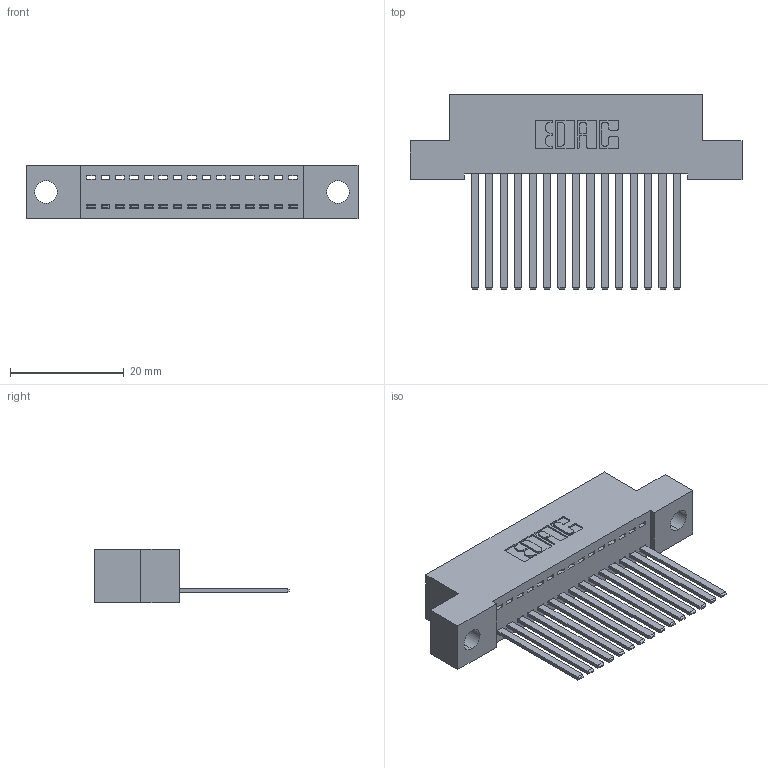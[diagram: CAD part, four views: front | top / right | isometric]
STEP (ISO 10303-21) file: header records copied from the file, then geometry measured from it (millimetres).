
FILE_DESCRIPTION (( 'STEP AP203' ), '1' );
FILE_NAME ('392-015-544-104.STEP', '2019-10-07T02:50:24', ( '' ), ( '' ), 'SwSTEP 2.0', 'SolidWorks 2016', '' );
FILE_SCHEMA (( 'CONFIG_CONTROL_DESIGN' ));
Length unit declared in the file: inch
Products named in the file (3): 342 Part_.156 TH; 345-292-001_345-293-144; 392-015-544-104
Assembly tree (16 placements, depth 2):
  392-015-544-104
    342 Part_.156 TH
    345-292-001_345-293-144  x15
Bounding box: 58.42 x 34.3 x 9.4 mm (x, y, z)
Volume: 5109.5 mm3; surface area: 7312.2 mm2
Topology: 16 solids, 16 shells, 890 faces, 2669 edges, 1758 vertices
Faces by surface type: plane 636, cylinder 254
Entity records: 12349 total; most frequent: CARTESIAN_POINT 2139, ORIENTED_EDGE 2090, DIRECTION 1855, EDGE_CURVE 1045, LINE 921, VECTOR 921, VERTEX_POINT 694, AXIS2_PLACEMENT_3D 467
